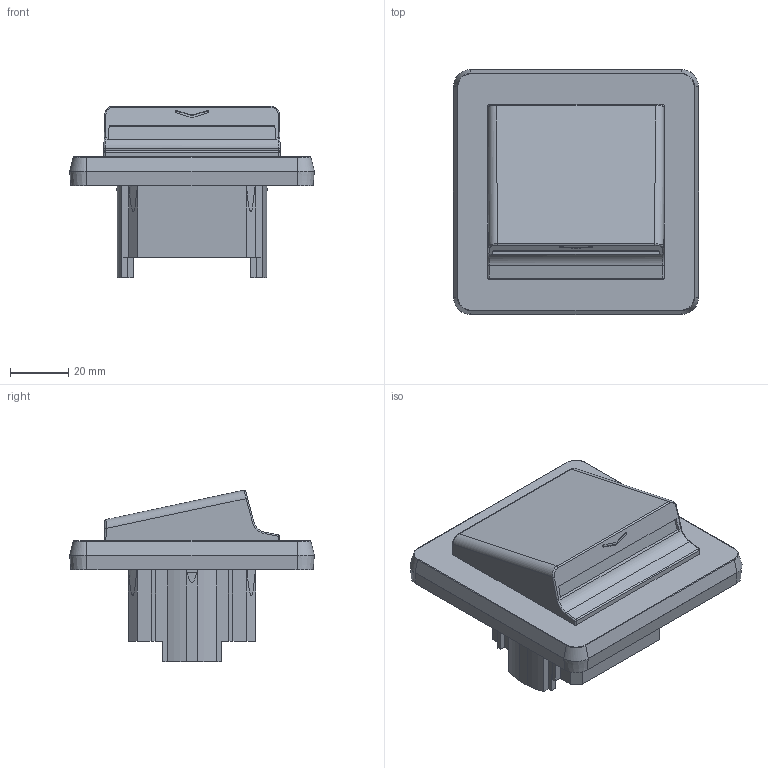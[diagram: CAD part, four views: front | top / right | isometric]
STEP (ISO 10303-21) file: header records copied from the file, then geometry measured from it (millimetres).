
FILE_DESCRIPTION (( 'STEP AP203' ), '1' );
FILE_NAME ('êàðòî÷íûé âûêëþ÷àòåëü.STEP', '2025-05-27T10:00:15', ( '' ), ( '' ), 'SwSTEP 2.0', 'SolidWorks 2022', '' );
FILE_SCHEMA (( 'CONFIG_CONTROL_DESIGN' ));
Length unit declared in the file: millimetre
Products named in the file (1): карточный выключатель
Bounding box: 84 x 84 x 58.78 mm (x, y, z)
Volume: 157912.9 mm3; surface area: 28093.6 mm2
Topology: 1 solids, 10 shells, 242 faces, 573 edges, 355 vertices
Faces by surface type: plane 121, bspline 61, cylinder 33, cone 25, sphere 2
Entity records: 14792 total; most frequent: CARTESIAN_POINT 9656, ORIENTED_EDGE 1146, DIRECTION 843, EDGE_CURVE 573, VERTEX_POINT 355, LINE 333, VECTOR 333, AXIS2_PLACEMENT_3D 255
